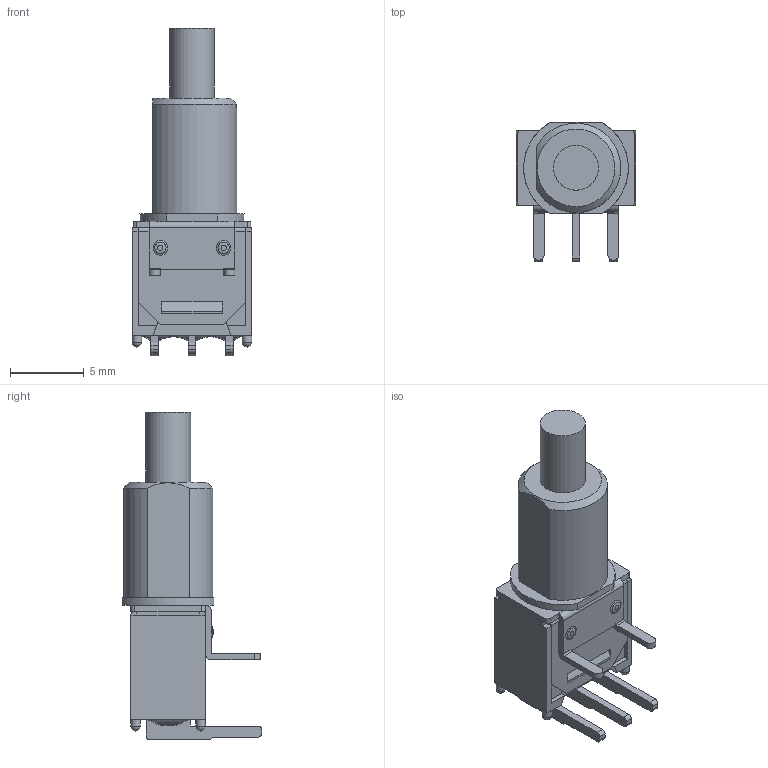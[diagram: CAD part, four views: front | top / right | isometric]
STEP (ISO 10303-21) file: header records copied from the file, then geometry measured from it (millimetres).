
FILE_DESCRIPTION(/* description */ (''),/* implementation_level */ '2;1');
FILE_NAME(/* name */ '800SP8B9M6xE.stp',/* time_stamp */ '2024-12-30T14:56:03-06:00',/* author */ ('mwilliams'),/* organization */ (''),/* preprocessor_version */ 'ST-DEVELOPER v18.1',/* originating_system */ 'Autodesk Inventor 2022',/* authorisation */ '');
FILE_SCHEMA (('AUTOMOTIVE_DESIGN { 1 0 10303 214 3 1 1 }'));
Length unit declared in the file: inch
Products named in the file (1): 000025917_Simplify_1
Bounding box: 8.13 x 9.46 x 22.26 mm (x, y, z)
Volume: 607.6 mm3; surface area: 784.5 mm2
Topology: 1 solids, 1 shells, 182 faces, 510 edges, 325 vertices
Faces by surface type: plane 125, cylinder 40, bspline 10, sphere 4, cone 3
Full cylindrical faces by diameter (mm): 0.65 x4, 3.05 x1
Entity records: 6221 total; most frequent: CARTESIAN_POINT 1512, ORIENTED_EDGE 1012, DIRECTION 924, EDGE_CURVE 506, LINE 368, VECTOR 368, VERTEX_POINT 325, AXIS2_PLACEMENT_3D 278
